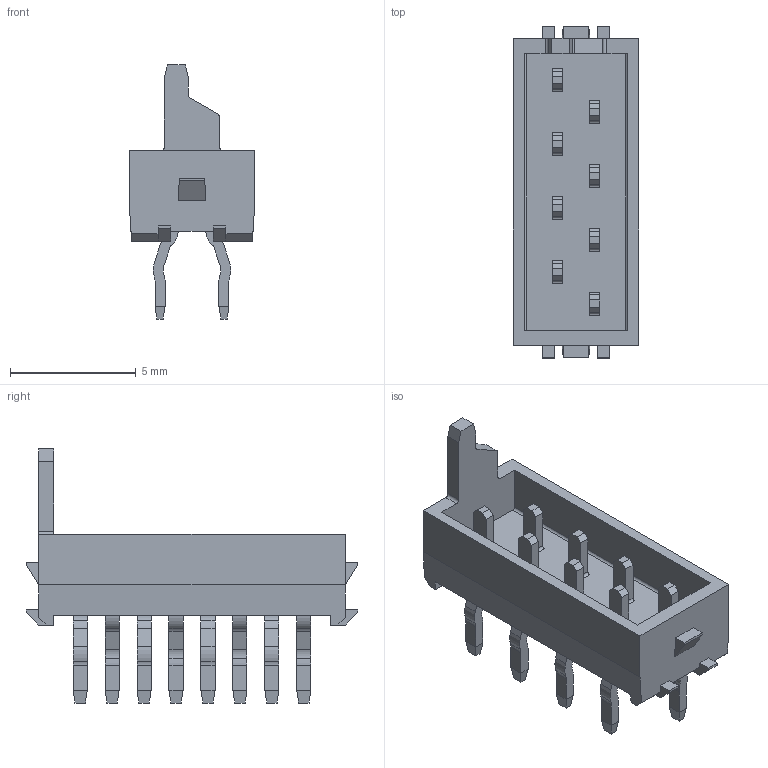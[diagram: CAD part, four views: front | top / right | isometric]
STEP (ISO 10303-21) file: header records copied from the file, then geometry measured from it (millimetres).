
FILE_DESCRIPTION(/* description */ ('Unknown'),/* implementation_level */ '2;1');
FILE_NAME(/* name */ 'J_Wurth_WR-MM_690357100872',/* time_stamp */ '2025-05-06T15:11:20+08:00',/* author */ ('Unknown'),/* organization */ ('Unknown'),/* preprocessor_version */ 'ST-DEVELOPER v19.4',/* originating_system */ 'Solid Edge',/* authorisation */ 'Unknown');
FILE_SCHEMA (('AUTOMOTIVE_DESIGN {1 0 10303 214 3 1 1}'));
Length unit declared in the file: millimetre
Products named in the file (2): J_Wurth_WR-MM_690357100872
Assembly tree (1 placements, depth 2):
  J_Wurth_WR-MM_690357100872
    J_Wurth_WR-MM_690357100872
Bounding box: 5 x 13.19 x 10.1 mm (x, y, z)
Volume: 124.2 mm3; surface area: 401.1 mm2
Topology: 1 solids, 17 shells, 436 faces, 1072 edges, 704 vertices
Faces by surface type: plane 318, cylinder 118
Entity records: 15839 total; most frequent: CARTESIAN_POINT 2214, DIRECTION 2184, ORIENTED_EDGE 2144, EDGE_CURVE 1072, LINE 836, VECTOR 836, VERTEX_POINT 704, AXIS2_PLACEMENT_3D 674
